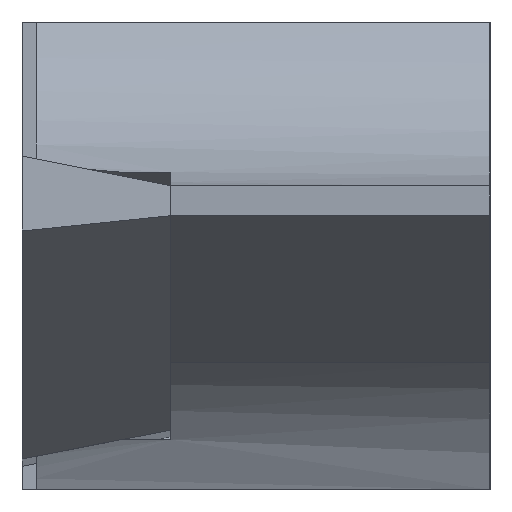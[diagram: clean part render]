
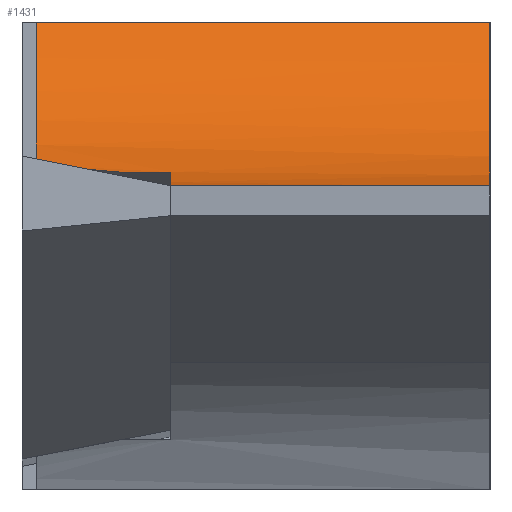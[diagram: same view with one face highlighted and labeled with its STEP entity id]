
A CAD part, left-side view. The second image highlights one B-rep face of the part: STEP entity #1431.
In plain terms, the highlighted cylindrical face has radius 6 mm (diameter 12 mm), a partial arc.
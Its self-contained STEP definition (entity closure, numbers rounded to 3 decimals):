
#50 = LINE ( 'NONE', #1013, #1779 ) ;
#236 = VERTEX_POINT ( 'NONE', #1209 ) ;
#360 = EDGE_CURVE ( 'NONE', #1994, #617, #50, .T. ) ;
#372 = EDGE_CURVE ( 'NONE', #617, #2463, #1014, .T. ) ;
#441 = DIRECTION ( 'NONE',  ( 0., 0., 1. ) ) ;
#444 = DIRECTION ( 'NONE',  ( 0., 1., 0. ) ) ;
#445 = CARTESIAN_POINT ( 'NONE',  ( -73.662, -10., 2.403 ) ) ;
#462 = CARTESIAN_POINT ( 'NONE',  ( -73.662, -3.18, -3.597 ) ) ;
#499 = DIRECTION ( 'NONE',  ( 0., 0., 1. ) ) ;
#503 = DIRECTION ( 'NONE',  ( 0., -1., 0. ) ) ;
#504 = CARTESIAN_POINT ( 'NONE',  ( -73.662, -0.3, 2.403 ) ) ;
#560 = CYLINDRICAL_SURFACE ( 'NONE', #997, 6. ) ;
#617 = VERTEX_POINT ( 'NONE', #2347 ) ;
#773 = CARTESIAN_POINT ( 'NONE',  ( -68.165, -0.3, 0. ) ) ;
#825 = DIRECTION ( 'NONE',  ( 0., 0., -1. ) ) ;
#889 = DIRECTION ( 'NONE',  ( 0., 1., 0. ) ) ;
#890 = VECTOR ( 'NONE', #1365, 1000. ) ;
#921 = LINE ( 'NONE', #1635, #2435 ) ;
#922 = CARTESIAN_POINT ( 'NONE',  ( -71.538, -2.099, -3.208 ) ) ;
#925 = CARTESIAN_POINT ( 'NONE',  ( -73.662, -3.18, 2.403 ) ) ;
#931 = AXIS2_PLACEMENT_3D ( 'NONE', #925, #889, #825 ) ;
#954 = ORIENTED_EDGE ( 'NONE', *, *, #2471, .F. ) ;
#966 = DIRECTION ( 'NONE',  ( 0., -1., 0. ) ) ;
#982 = ORIENTED_EDGE ( 'NONE', *, *, #1247, .T. ) ;
#997 = AXIS2_PLACEMENT_3D ( 'NONE', #1458, #1504, #1457 ) ;
#1006 =( BOUNDED_CURVE ( )  B_SPLINE_CURVE ( 3, ( #1579, #1598, #1575, #1571 ),
 .UNSPECIFIED., .F., .T. ) 
 B_SPLINE_CURVE_WITH_KNOTS ( ( 4, 4 ),
 ( 0.99, 1.058 ),
 .UNSPECIFIED. ) 
 CURVE ( )  GEOMETRIC_REPRESENTATION_ITEM ( )  RATIONAL_B_SPLINE_CURVE ( ( 1., 1., 1., 1. ) ) 
 REPRESENTATION_ITEM ( '' )  );
#1013 = CARTESIAN_POINT ( 'NONE',  ( -71.538, 101.55, -3.208 ) ) ;
#1014 = CIRCLE ( 'NONE', #931, 6. ) ;
#1025 = ORIENTED_EDGE ( 'NONE', *, *, #360, .T. ) ;
#1209 = CARTESIAN_POINT ( 'NONE',  ( -73.662, -10., -3.597 ) ) ;
#1247 = EDGE_CURVE ( 'NONE', #1335, #2185, #921, .T. ) ;
#1308 = VERTEX_POINT ( 'NONE', #1596 ) ;
#1333 = EDGE_CURVE ( 'NONE', #1994, #1308, #1006, .T. ) ;
#1335 = VERTEX_POINT ( 'NONE', #1577 ) ;
#1365 = DIRECTION ( 'NONE',  ( 0., -1., 0. ) ) ;
#1383 = CARTESIAN_POINT ( 'NONE',  ( -73.662, 101.55, -3.597 ) ) ;
#1431 = ADVANCED_FACE ( 'NONE', ( #2136 ), #560, .F. ) ;
#1457 = DIRECTION ( 'NONE',  ( 0., 0., -1. ) ) ;
#1458 = CARTESIAN_POINT ( 'NONE',  ( -73.662, 101.55, 2.403 ) ) ;
#1463 = LINE ( 'NONE', #1383, #890 ) ;
#1504 = DIRECTION ( 'NONE',  ( 0., -1., 0. ) ) ;
#1543 = EDGE_CURVE ( 'NONE', #2463, #236, #1463, .T. ) ;
#1544 = ORIENTED_EDGE ( 'NONE', *, *, #372, .T. ) ;
#1549 = CIRCLE ( 'NONE', #1962, 6. ) ;
#1550 = AXIS2_PLACEMENT_3D ( 'NONE', #504, #503, #499 ) ;
#1571 = CARTESIAN_POINT ( 'NONE',  ( -71.161, -0.3, -3.05 ) ) ;
#1575 = CARTESIAN_POINT ( 'NONE',  ( -71.285, -0.912, -3.107 ) ) ;
#1577 = CARTESIAN_POINT ( 'NONE',  ( -68.165, -10., 0. ) ) ;
#1579 = CARTESIAN_POINT ( 'NONE',  ( -71.538, -2.099, -3.208 ) ) ;
#1589 = ORIENTED_EDGE ( 'NONE', *, *, #1333, .F. ) ;
#1596 = CARTESIAN_POINT ( 'NONE',  ( -71.161, -0.3, -3.05 ) ) ;
#1598 = CARTESIAN_POINT ( 'NONE',  ( -71.411, -1.512, -3.16 ) ) ;
#1632 = DIRECTION ( 'NONE',  ( 0., 1., 0. ) ) ;
#1635 = CARTESIAN_POINT ( 'NONE',  ( -68.165, 101.55, 0. ) ) ;
#1779 = VECTOR ( 'NONE', #966, 1000. ) ;
#1962 = AXIS2_PLACEMENT_3D ( 'NONE', #445, #444, #441 ) ;
#1994 = VERTEX_POINT ( 'NONE', #922 ) ;
#2097 = CIRCLE ( 'NONE', #1550, 6. ) ;
#2136 = FACE_OUTER_BOUND ( 'NONE', #2301, .T. ) ;
#2185 = VERTEX_POINT ( 'NONE', #773 ) ;
#2190 = ORIENTED_EDGE ( 'NONE', *, *, #1543, .T. ) ;
#2301 = EDGE_LOOP ( 'NONE', ( #1544, #2190, #954, #982, #2527, #1589, #1025 ) ) ;
#2347 = CARTESIAN_POINT ( 'NONE',  ( -71.538, -3.18, -3.208 ) ) ;
#2435 = VECTOR ( 'NONE', #1632, 1000. ) ;
#2436 = EDGE_CURVE ( 'NONE', #1308, #2185, #2097, .T. ) ;
#2463 = VERTEX_POINT ( 'NONE', #462 ) ;
#2471 = EDGE_CURVE ( 'NONE', #1335, #236, #1549, .T. ) ;
#2527 = ORIENTED_EDGE ( 'NONE', *, *, #2436, .F. ) ;
